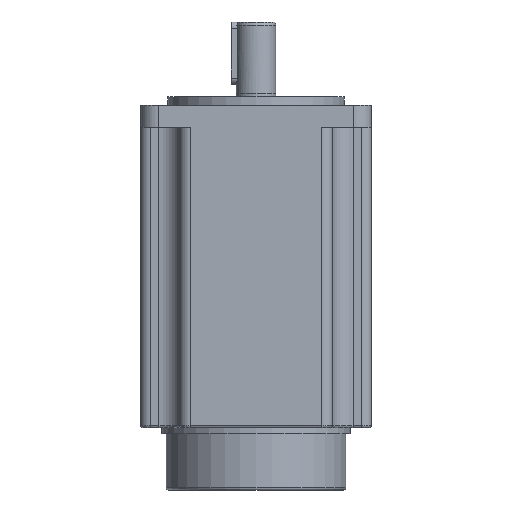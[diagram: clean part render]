
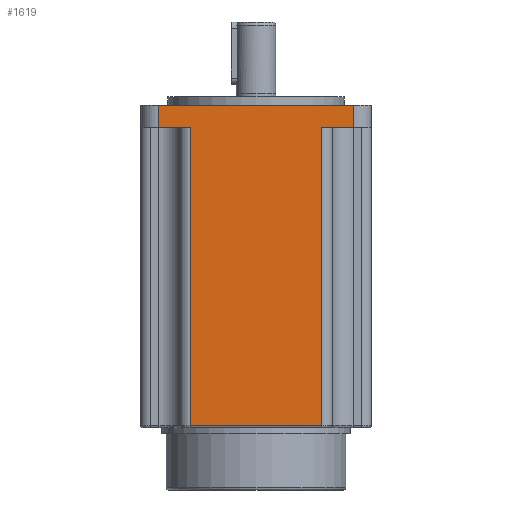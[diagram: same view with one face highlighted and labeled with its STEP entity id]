
A CAD part, front view. The second image highlights one B-rep face of the part: STEP entity #1619.
In plain terms, the highlighted planar face has unit normal (0, -1, 0).
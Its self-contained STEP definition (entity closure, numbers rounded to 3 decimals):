
#68 = EDGE_CURVE ( 'NONE', #8137, #5672, #8084, .T. ) ;
#284 = CARTESIAN_POINT ( 'NONE',  ( -46.9, -55.5, 0. ) ) ;
#365 = ORIENTED_EDGE ( 'NONE', *, *, #2282, .F. ) ;
#630 = CARTESIAN_POINT ( 'NONE',  ( -46.9, -55.5, 10.7 ) ) ;
#727 = VECTOR ( 'NONE', #7858, 1000. ) ;
#829 = CARTESIAN_POINT ( 'NONE',  ( 46.9, -55.5, 0. ) ) ;
#919 = ORIENTED_EDGE ( 'NONE', *, *, #7962, .T. ) ;
#998 = CARTESIAN_POINT ( 'NONE',  ( -46.9, -55.5, 10.7 ) ) ;
#1042 = CARTESIAN_POINT ( 'NONE',  ( -46.9, -55.5, 10.7 ) ) ;
#1065 = DIRECTION ( 'NONE',  ( 0., 1., 0. ) ) ;
#1151 = EDGE_LOOP ( 'NONE', ( #365, #4918, #2400, #919, #3948, #6399, #3558, #1660 ) ) ;
#1296 = LINE ( 'NONE', #1821, #8409 ) ;
#1326 = DIRECTION ( 'NONE',  ( 0., 0., -1. ) ) ;
#1619 = ADVANCED_FACE ( 'NONE', ( #8379 ), #2425, .F. ) ;
#1660 = ORIENTED_EDGE ( 'NONE', *, *, #4530, .T. ) ;
#1821 = CARTESIAN_POINT ( 'NONE',  ( -46.9, -55.5, 0. ) ) ;
#2084 = VERTEX_POINT ( 'NONE', #5032 ) ;
#2266 = CARTESIAN_POINT ( 'NONE',  ( -46.9, -55.5, 10.7 ) ) ;
#2282 = EDGE_CURVE ( 'NONE', #2752, #2084, #5045, .T. ) ;
#2400 = ORIENTED_EDGE ( 'NONE', *, *, #68, .T. ) ;
#2425 = PLANE ( 'NONE',  #6180 ) ;
#2455 = EDGE_CURVE ( 'NONE', #5730, #6444, #5780, .T. ) ;
#2461 = DIRECTION ( 'NONE',  ( 0., 0., 1. ) ) ;
#2752 = VERTEX_POINT ( 'NONE', #3715 ) ;
#2753 = LINE ( 'NONE', #7927, #8138 ) ;
#3529 = CARTESIAN_POINT ( 'NONE',  ( 31.65, -55.5, 0. ) ) ;
#3555 = DIRECTION ( 'NONE',  ( 1., 0., 0. ) ) ;
#3558 = ORIENTED_EDGE ( 'NONE', *, *, #2455, .T. ) ;
#3715 = CARTESIAN_POINT ( 'NONE',  ( -31.65, -55.5, -143.3 ) ) ;
#3749 = EDGE_CURVE ( 'NONE', #8451, #6726, #2753, .T. ) ;
#3948 = ORIENTED_EDGE ( 'NONE', *, *, #3749, .F. ) ;
#4016 = LINE ( 'NONE', #1042, #5524 ) ;
#4169 = VECTOR ( 'NONE', #1326, 1000. ) ;
#4276 = DIRECTION ( 'NONE',  ( 0., 0., 1. ) ) ;
#4530 = EDGE_CURVE ( 'NONE', #6444, #2084, #8557, .T. ) ;
#4557 = CARTESIAN_POINT ( 'NONE',  ( 46.9, -55.5, 10.7 ) ) ;
#4918 = ORIENTED_EDGE ( 'NONE', *, *, #5666, .T. ) ;
#5032 = CARTESIAN_POINT ( 'NONE',  ( -31.65, -55.5, 0. ) ) ;
#5045 = LINE ( 'NONE', #6491, #727 ) ;
#5292 = VECTOR ( 'NONE', #4276, 1000. ) ;
#5524 = VECTOR ( 'NONE', #8600, 1000. ) ;
#5666 = EDGE_CURVE ( 'NONE', #2752, #8137, #6951, .T. ) ;
#5672 = VERTEX_POINT ( 'NONE', #3529 ) ;
#5730 = VERTEX_POINT ( 'NONE', #998 ) ;
#5780 = LINE ( 'NONE', #630, #4169 ) ;
#6180 = AXIS2_PLACEMENT_3D ( 'NONE', #2266, #1065, #2461 ) ;
#6225 = DIRECTION ( 'NONE',  ( 1., 0., 0. ) ) ;
#6263 = CARTESIAN_POINT ( 'NONE',  ( 31.65, -55.5, -143.3 ) ) ;
#6399 = ORIENTED_EDGE ( 'NONE', *, *, #6968, .F. ) ;
#6444 = VERTEX_POINT ( 'NONE', #284 ) ;
#6491 = CARTESIAN_POINT ( 'NONE',  ( -31.65, -55.5, -144.3 ) ) ;
#6519 = DIRECTION ( 'NONE',  ( 0., 0., -1. ) ) ;
#6642 = DIRECTION ( 'NONE',  ( 1., 0., 0. ) ) ;
#6713 = VECTOR ( 'NONE', #6225, 1000. ) ;
#6726 = VERTEX_POINT ( 'NONE', #829 ) ;
#6730 = VECTOR ( 'NONE', #3555, 1000. ) ;
#6951 = LINE ( 'NONE', #7662, #6730 ) ;
#6968 = EDGE_CURVE ( 'NONE', #5730, #8451, #4016, .T. ) ;
#7501 = CARTESIAN_POINT ( 'NONE',  ( -46.9, -55.5, 0. ) ) ;
#7662 = CARTESIAN_POINT ( 'NONE',  ( -46.9, -55.5, -143.3 ) ) ;
#7858 = DIRECTION ( 'NONE',  ( 0., 0., 1. ) ) ;
#7927 = CARTESIAN_POINT ( 'NONE',  ( 46.9, -55.5, 10.7 ) ) ;
#7962 = EDGE_CURVE ( 'NONE', #5672, #6726, #1296, .T. ) ;
#8084 = LINE ( 'NONE', #8944, #5292 ) ;
#8137 = VERTEX_POINT ( 'NONE', #6263 ) ;
#8138 = VECTOR ( 'NONE', #6519, 1000. ) ;
#8379 = FACE_OUTER_BOUND ( 'NONE', #1151, .T. ) ;
#8409 = VECTOR ( 'NONE', #6642, 1000. ) ;
#8451 = VERTEX_POINT ( 'NONE', #4557 ) ;
#8557 = LINE ( 'NONE', #7501, #6713 ) ;
#8600 = DIRECTION ( 'NONE',  ( 1., 0., 0. ) ) ;
#8944 = CARTESIAN_POINT ( 'NONE',  ( 31.65, -55.5, -144.3 ) ) ;
